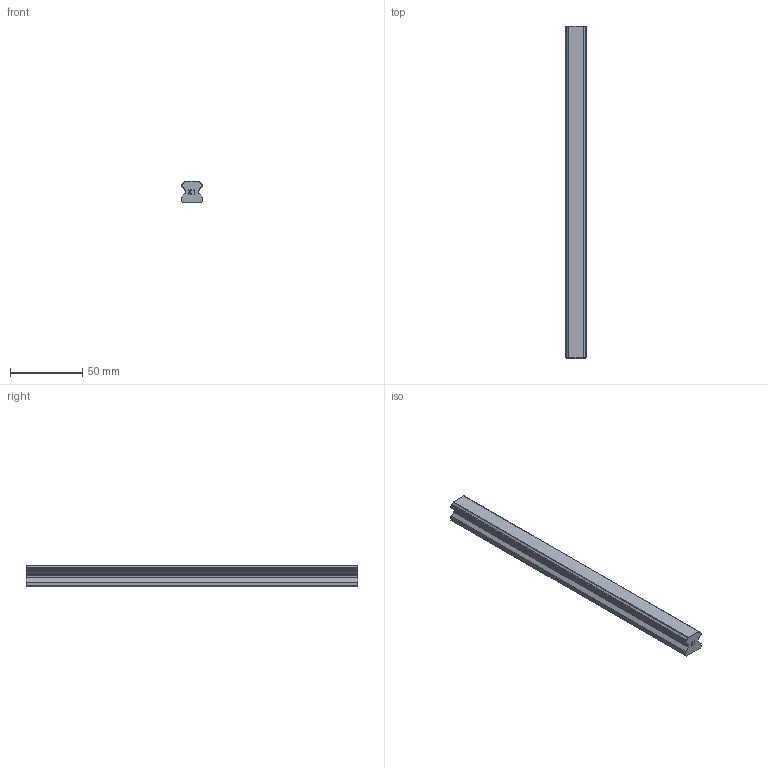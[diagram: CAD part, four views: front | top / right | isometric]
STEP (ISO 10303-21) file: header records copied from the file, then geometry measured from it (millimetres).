
FILE_DESCRIPTION(('STEP AP214'),'1');
FILE_NAME('cctmp_37FE450B-68C4-4013-960B-4701306F843C_2021_01_19_12_56_20_0937..stp','2021-01-19T11:56:21',('HIWIN GmbH'),('CADClick - www.CADClick.com'),'Spatial InterOp 3D',' ','unknown authorization');
FILE_SCHEMA(('AUTOMOTIVE_DESIGN'));
Length unit declared in the file: millimetre
Products named in the file (1): HGR15T230C_FILE
Bounding box: 15 x 230 x 15 mm (x, y, z)
Volume: 43152.6 mm3; surface area: 14959.4 mm2
Topology: 1 solids, 1 shells, 131 faces, 367 edges, 238 vertices
Faces by surface type: plane 89, cylinder 34, cone 8
Entity records: 5201 total; most frequent: CARTESIAN_POINT 729, ORIENTED_EDGE 718, DIRECTION 691, EDGE_CURVE 359, LINE 291, VECTOR 291, VERTEX_POINT 238, AXIS2_PLACEMENT_3D 200
